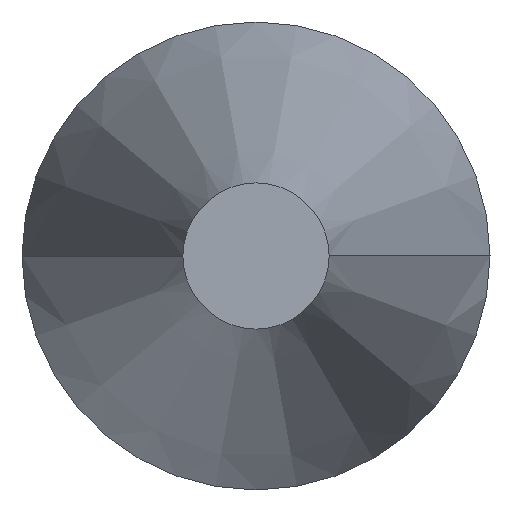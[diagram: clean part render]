
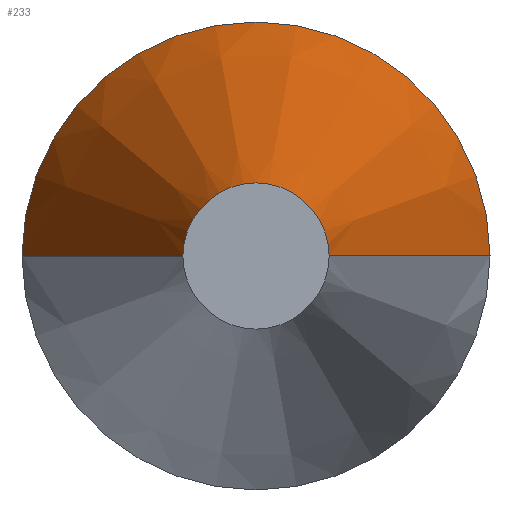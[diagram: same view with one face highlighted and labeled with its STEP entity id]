
A CAD part, front view. The second image highlights one B-rep face of the part: STEP entity #233.
In plain terms, the highlighted conical face has half-angle 15 degrees and reference radius 0.992 mm.
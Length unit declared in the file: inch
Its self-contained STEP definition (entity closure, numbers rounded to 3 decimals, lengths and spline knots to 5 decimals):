
#10 = EDGE_CURVE ( 'NONE', #250, #118, #66, .T. ) ;
#15 = EDGE_LOOP ( 'NONE', ( #150, #175, #195, #324 ) ) ;
#32 = EDGE_CURVE ( 'NONE', #118, #68, #70, .T. ) ;
#42 = CARTESIAN_POINT ( 'NONE',  ( -0.125, 0.57077, 0. ) ) ;
#46 = CARTESIAN_POINT ( 'NONE',  ( 0.03905, 0.25, 0. ) ) ;
#66 = LINE ( 'NONE', #288, #280 ) ;
#68 = VERTEX_POINT ( 'NONE', #136 ) ;
#70 = CIRCLE ( 'NONE', #269, 0.125 ) ;
#76 = CONICAL_SURFACE ( 'NONE', #354, 0.03905, 0.262 ) ;
#84 = CARTESIAN_POINT ( 'NONE',  ( 0., 0.25, 0. ) ) ;
#86 = EDGE_CURVE ( 'NONE', #93, #68, #346, .T. ) ;
#93 = VERTEX_POINT ( 'NONE', #46 ) ;
#98 = DIRECTION ( 'NONE',  ( 0.259, 0.966, 0. ) ) ;
#105 = FACE_OUTER_BOUND ( 'NONE', #15, .T. ) ;
#114 = AXIS2_PLACEMENT_3D ( 'NONE', #84, #334, #212 ) ;
#118 = VERTEX_POINT ( 'NONE', #42 ) ;
#133 = CARTESIAN_POINT ( 'NONE',  ( 0., 0.57077, 0. ) ) ;
#136 = CARTESIAN_POINT ( 'NONE',  ( 0.125, 0.57077, 0. ) ) ;
#150 = ORIENTED_EDGE ( 'NONE', *, *, #161, .T. ) ;
#157 = CARTESIAN_POINT ( 'NONE',  ( -0.03905, 0.25, 0. ) ) ;
#161 = EDGE_CURVE ( 'NONE', #250, #93, #283, .T. ) ;
#175 = ORIENTED_EDGE ( 'NONE', *, *, #86, .T. ) ;
#182 = DIRECTION ( 'NONE',  ( 0., 1., 0. ) ) ;
#195 = ORIENTED_EDGE ( 'NONE', *, *, #32, .F. ) ;
#198 = DIRECTION ( 'NONE',  ( 0., 1., 0. ) ) ;
#207 = CARTESIAN_POINT ( 'NONE',  ( 0.03905, 0.25, 0. ) ) ;
#212 = DIRECTION ( 'NONE',  ( -1., 0., 0. ) ) ;
#221 = DIRECTION ( 'NONE',  ( -1., 0., 0. ) ) ;
#233 = ADVANCED_FACE ( 'NONE', ( #105 ), #76, .T. ) ;
#249 = CARTESIAN_POINT ( 'NONE',  ( 0., 0.25, 0. ) ) ;
#250 = VERTEX_POINT ( 'NONE', #157 ) ;
#259 = DIRECTION ( 'NONE',  ( -0.259, 0.966, 0. ) ) ;
#269 = AXIS2_PLACEMENT_3D ( 'NONE', #133, #198, #221 ) ;
#280 = VECTOR ( 'NONE', #259, 39.37008 ) ;
#283 = CIRCLE ( 'NONE', #114, 0.03905 ) ;
#288 = CARTESIAN_POINT ( 'NONE',  ( -0.03905, 0.25, 0. ) ) ;
#302 = DIRECTION ( 'NONE',  ( -1., 0., 0. ) ) ;
#315 = VECTOR ( 'NONE', #98, 39.37008 ) ;
#324 = ORIENTED_EDGE ( 'NONE', *, *, #10, .F. ) ;
#334 = DIRECTION ( 'NONE',  ( 0., 1., 0. ) ) ;
#346 = LINE ( 'NONE', #207, #315 ) ;
#354 = AXIS2_PLACEMENT_3D ( 'NONE', #249, #182, #302 ) ;
